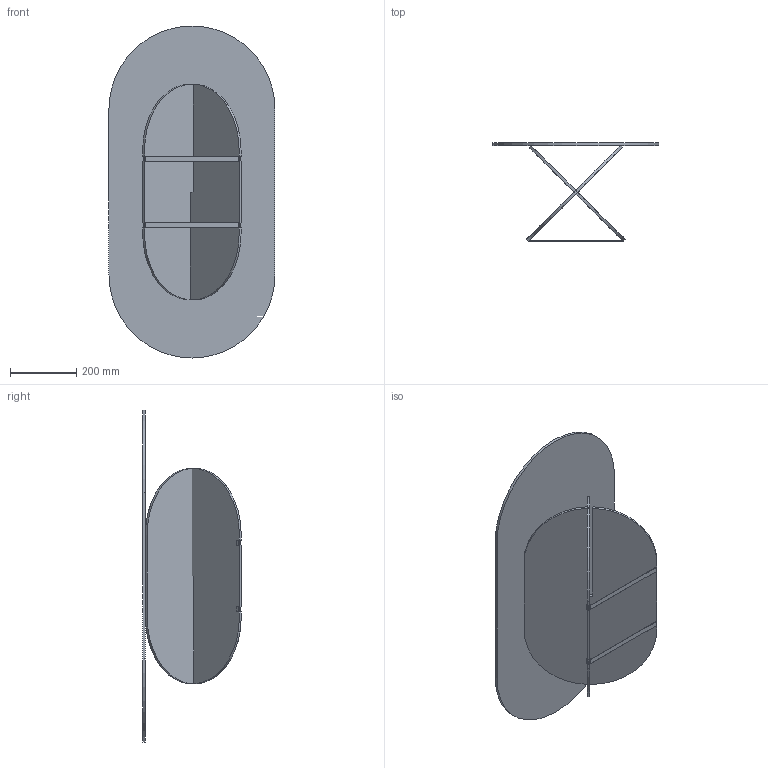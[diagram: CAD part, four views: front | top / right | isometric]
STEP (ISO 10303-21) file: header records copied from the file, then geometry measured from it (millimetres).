
FILE_DESCRIPTION(('STEP AP203'),'2;1');
FILE_NAME('COMPLESSIVO TAVOLO CAFFE''.stp','2024-07-01T13:46:29',(''),(''),'2009.3.110','THINKDESIGN','');
FILE_SCHEMA(('CONFIG_CONTROL_DESIGN'));
Length unit declared in the file: millimetre
Bounding box: 500 x 296.41 x 1000 mm (x, y, z)
Volume: 7139278.3 mm3; surface area: 1861641.5 mm2
Topology: 5 solids, 5 shells, 108 faces, 302 edges, 204 vertices
Faces by surface type: plane 62, cylinder 42, bspline 4
Entity records: 3931 total; most frequent: CARTESIAN_POINT 946, DIRECTION 610, ORIENTED_EDGE 604, EDGE_CURVE 302, AXIS2_PLACEMENT_3D 204, VERTEX_POINT 204, VECTOR 202, LINE 202
